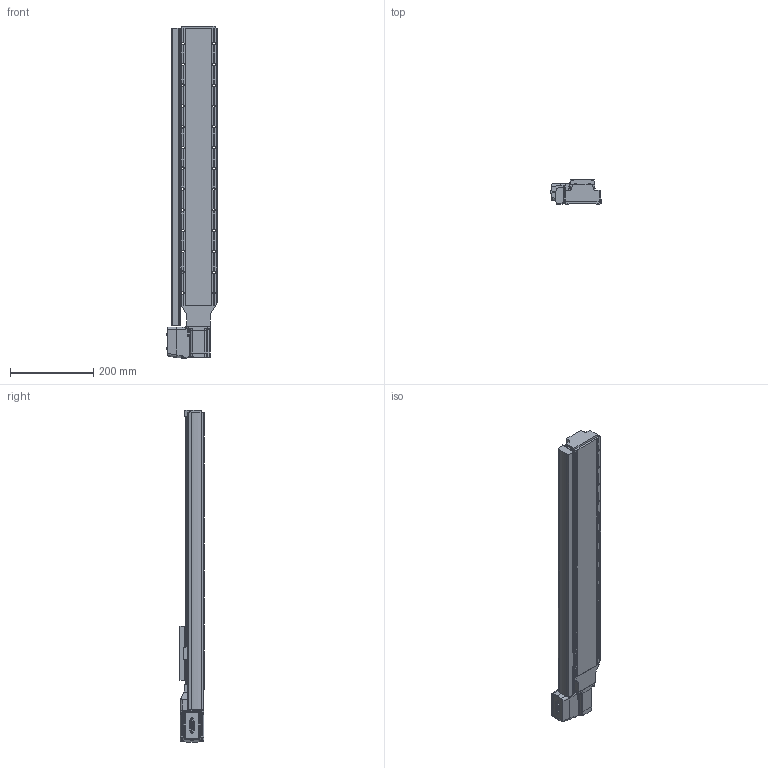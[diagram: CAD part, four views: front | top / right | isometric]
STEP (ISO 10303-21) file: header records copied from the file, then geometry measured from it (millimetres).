
FILE_DESCRIPTION (( 'STEP AP203' ), '1' );
FILE_NAME ('LRT0500xL-AE53C10TA.step', '2023-05-25T20:45:36', ( '' ), ( '' ), 'SwSTEP 2.0', 'SolidWorks 2019', '' );
FILE_SCHEMA (( 'CONFIG_CONTROL_DESIGN' ));
Length unit declared in the file: millimetre
Products named in the file (4): LRT0500xL-AE53C10TA; LRT_carriage^LRT_LRT-AE; LRT_base^LRT_LRT0500-AE; LRT_motor^LRT_LRT-T10A
Assembly tree (3 placements, depth 2):
  LRT0500xL-AE53C10TA
    LRT_base^LRT_LRT0500-AE
    LRT_motor^LRT_LRT-T10A
    LRT_carriage^LRT_LRT-AE
Bounding box: 120.76 x 58 x 799 mm (x, y, z)
Volume: 3144257.4 mm3; surface area: 545811.3 mm2
Topology: 34 solids, 34 shells, 962 faces, 2493 edges, 1652 vertices
Faces by surface type: plane 565, cylinder 369, bspline 18, sphere 4, torus 4, cone 2
Entity records: 30948 total; most frequent: CARTESIAN_POINT 6574, DIRECTION 5023, ORIENTED_EDGE 4954, EDGE_CURVE 2477, AXIS2_PLACEMENT_3D 1726, VERTEX_POINT 1644, LINE 1571, VECTOR 1571
